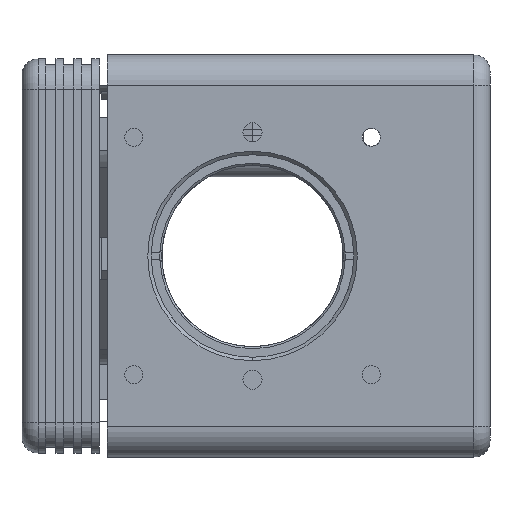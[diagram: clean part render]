
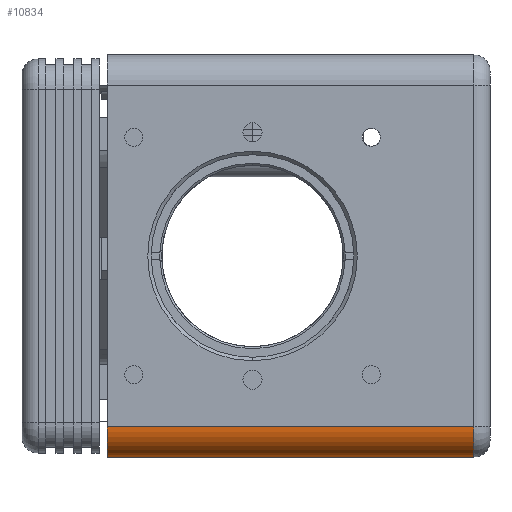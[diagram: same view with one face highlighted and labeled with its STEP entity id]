
A CAD part, left-side view. The second image highlights one B-rep face of the part: STEP entity #10834.
In plain terms, the highlighted cylindrical face has radius 3.81 mm (diameter 7.62 mm), a partial arc.
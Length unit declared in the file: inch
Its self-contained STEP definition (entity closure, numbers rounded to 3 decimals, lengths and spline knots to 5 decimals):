
#557 = EDGE_LOOP ( 'NONE', ( #19131, #3195, #8111, #7280 ) ) ;
#686 = LINE ( 'NONE', #16470, #23261 ) ;
#1737 = CARTESIAN_POINT ( 'NONE',  ( -0.87525, 0.93007, -0.91013 ) ) ;
#2306 = CIRCLE ( 'NONE', #19716, 0.15 ) ;
#3069 = AXIS2_PLACEMENT_3D ( 'NONE', #1737, #17045, #3915 ) ;
#3195 = ORIENTED_EDGE ( 'NONE', *, *, #18091, .T. ) ;
#3349 = CARTESIAN_POINT ( 'NONE',  ( -1.02525, -0.89248, -0.91013 ) ) ;
#3915 = DIRECTION ( 'NONE',  ( 0., 0., -1. ) ) ;
#4328 = CIRCLE ( 'NONE', #3069, 0.15 ) ;
#4420 = CARTESIAN_POINT ( 'NONE',  ( -0.87525, -0.89248, -1.06013 ) ) ;
#4431 = DIRECTION ( 'NONE',  ( 0., 1., 0. ) ) ;
#7280 = ORIENTED_EDGE ( 'NONE', *, *, #23747, .F. ) ;
#8001 = EDGE_CURVE ( 'NONE', #18350, #27029, #686, .T. ) ;
#8111 = ORIENTED_EDGE ( 'NONE', *, *, #8001, .F. ) ;
#9448 = CARTESIAN_POINT ( 'NONE',  ( -0.87525, 0.93007, -1.06013 ) ) ;
#9870 = DIRECTION ( 'NONE',  ( 0., 1., 0. ) ) ;
#9885 = EDGE_CURVE ( 'NONE', #15094, #20346, #15815, .T. ) ;
#10029 = VECTOR ( 'NONE', #9870, 39.37008 ) ;
#10834 = ADVANCED_FACE ( 'NONE', ( #23952 ), #15433, .T. ) ;
#11050 = DIRECTION ( 'NONE',  ( 0., 1., 0. ) ) ;
#12059 = CARTESIAN_POINT ( 'NONE',  ( -0.87525, 0.93007, -1.06013 ) ) ;
#12165 = CARTESIAN_POINT ( 'NONE',  ( -1.02525, 0.93007, -0.91013 ) ) ;
#12811 = AXIS2_PLACEMENT_3D ( 'NONE', #26428, #4431, #23608 ) ;
#15094 = VERTEX_POINT ( 'NONE', #4420 ) ;
#15433 = CYLINDRICAL_SURFACE ( 'NONE', #12811, 0.15 ) ;
#15815 = LINE ( 'NONE', #9448, #10029 ) ;
#16147 = DIRECTION ( 'NONE',  ( 0., -1., 0. ) ) ;
#16470 = CARTESIAN_POINT ( 'NONE',  ( -1.02525, -0.97248, -0.91013 ) ) ;
#17045 = DIRECTION ( 'NONE',  ( 0., 1., 0. ) ) ;
#18091 = EDGE_CURVE ( 'NONE', #15094, #27029, #2306, .T. ) ;
#18350 = VERTEX_POINT ( 'NONE', #12165 ) ;
#19131 = ORIENTED_EDGE ( 'NONE', *, *, #9885, .F. ) ;
#19716 = AXIS2_PLACEMENT_3D ( 'NONE', #24099, #11050, #26291 ) ;
#20346 = VERTEX_POINT ( 'NONE', #12059 ) ;
#23261 = VECTOR ( 'NONE', #16147, 39.37008 ) ;
#23608 = DIRECTION ( 'NONE',  ( 0., 0., 1. ) ) ;
#23747 = EDGE_CURVE ( 'NONE', #20346, #18350, #4328, .T. ) ;
#23952 = FACE_OUTER_BOUND ( 'NONE', #557, .T. ) ;
#24099 = CARTESIAN_POINT ( 'NONE',  ( -0.87525, -0.89248, -0.91013 ) ) ;
#26291 = DIRECTION ( 'NONE',  ( 0., 0., 1. ) ) ;
#26428 = CARTESIAN_POINT ( 'NONE',  ( -0.87525, -0.97248, -0.91013 ) ) ;
#27029 = VERTEX_POINT ( 'NONE', #3349 ) ;
